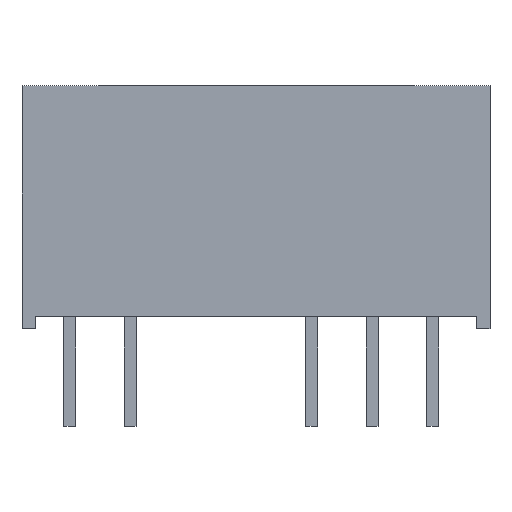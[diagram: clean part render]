
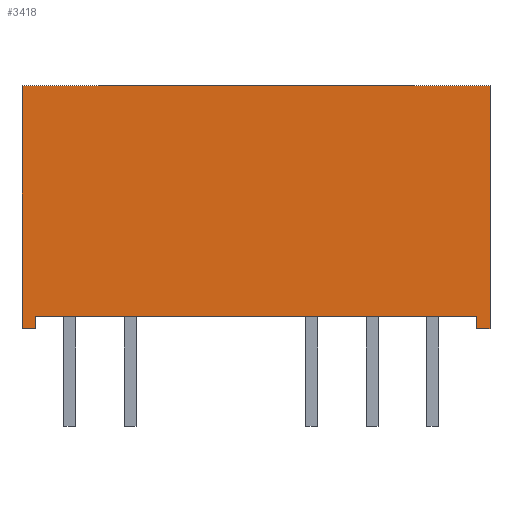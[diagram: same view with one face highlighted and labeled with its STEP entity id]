
A CAD part, top view. The second image highlights one B-rep face of the part: STEP entity #3418.
In plain terms, the highlighted planar face has unit normal (0, 0, 1).
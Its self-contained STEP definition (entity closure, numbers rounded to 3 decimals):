
#2878 = VERTEX_POINT('',#2879);
#2879 = CARTESIAN_POINT('',(-9.825,9.7,3.525));
#2885 = EDGE_CURVE('',#2886,#2878,#2888,.T.);
#2886 = VERTEX_POINT('',#2887);
#2887 = CARTESIAN_POINT('',(9.825,9.7,3.525));
#2888 = LINE('',#2889,#2890);
#2889 = CARTESIAN_POINT('',(9.825,9.7,3.525));
#2890 = VECTOR('',#2891,1.);
#2891 = DIRECTION('',(-1.,0.,0.));
#3236 = VERTEX_POINT('',#3237);
#3237 = CARTESIAN_POINT('',(-9.275,0.,3.525));
#3243 = EDGE_CURVE('',#3244,#3236,#3246,.T.);
#3244 = VERTEX_POINT('',#3245);
#3245 = CARTESIAN_POINT('',(-9.275,-0.5,3.525));
#3246 = LINE('',#3247,#3248);
#3247 = CARTESIAN_POINT('',(-9.275,-0.5,3.525));
#3248 = VECTOR('',#3249,1.);
#3249 = DIRECTION('',(0.,1.,0.));
#3267 = EDGE_CURVE('',#3268,#3244,#3270,.T.);
#3268 = VERTEX_POINT('',#3269);
#3269 = CARTESIAN_POINT('',(-9.825,-0.5,3.525));
#3270 = LINE('',#3271,#3272);
#3271 = CARTESIAN_POINT('',(-9.825,-0.5,3.525));
#3272 = VECTOR('',#3273,1.);
#3273 = DIRECTION('',(1.,0.,0.));
#3291 = EDGE_CURVE('',#2878,#3268,#3292,.T.);
#3292 = LINE('',#3293,#3294);
#3293 = CARTESIAN_POINT('',(-9.825,9.7,3.525));
#3294 = VECTOR('',#3295,1.);
#3295 = DIRECTION('',(0.,-1.,0.));
#3330 = EDGE_CURVE('',#3331,#2886,#3333,.T.);
#3331 = VERTEX_POINT('',#3332);
#3332 = CARTESIAN_POINT('',(9.825,-0.5,3.525));
#3333 = LINE('',#3334,#3335);
#3334 = CARTESIAN_POINT('',(9.825,-0.5,3.525));
#3335 = VECTOR('',#3336,1.);
#3336 = DIRECTION('',(0.,1.,0.));
#3354 = EDGE_CURVE('',#3355,#3331,#3357,.T.);
#3355 = VERTEX_POINT('',#3356);
#3356 = CARTESIAN_POINT('',(9.275,-0.5,3.525));
#3357 = LINE('',#3358,#3359);
#3358 = CARTESIAN_POINT('',(9.275,-0.5,3.525));
#3359 = VECTOR('',#3360,1.);
#3360 = DIRECTION('',(1.,0.,0.));
#3378 = EDGE_CURVE('',#3379,#3355,#3381,.T.);
#3379 = VERTEX_POINT('',#3380);
#3380 = CARTESIAN_POINT('',(9.275,0.,3.525));
#3381 = LINE('',#3382,#3383);
#3382 = CARTESIAN_POINT('',(9.275,0.,3.525));
#3383 = VECTOR('',#3384,1.);
#3384 = DIRECTION('',(0.,-1.,0.));
#3407 = EDGE_CURVE('',#3236,#3379,#3408,.T.);
#3408 = LINE('',#3409,#3410);
#3409 = CARTESIAN_POINT('',(-9.275,0.,3.525));
#3410 = VECTOR('',#3411,1.);
#3411 = DIRECTION('',(1.,0.,0.));
#3418 = ADVANCED_FACE('',(#3419),#3429,.T.);
#3419 = FACE_BOUND('',#3420,.T.);
#3420 = EDGE_LOOP('',(#3421,#3422,#3423,#3424,#3425,#3426,#3427,#3428));
#3421 = ORIENTED_EDGE('',*,*,#3407,.T.);
#3422 = ORIENTED_EDGE('',*,*,#3378,.T.);
#3423 = ORIENTED_EDGE('',*,*,#3354,.T.);
#3424 = ORIENTED_EDGE('',*,*,#3330,.T.);
#3425 = ORIENTED_EDGE('',*,*,#2885,.T.);
#3426 = ORIENTED_EDGE('',*,*,#3291,.T.);
#3427 = ORIENTED_EDGE('',*,*,#3267,.T.);
#3428 = ORIENTED_EDGE('',*,*,#3243,.T.);
#3429 = PLANE('',#3430);
#3430 = AXIS2_PLACEMENT_3D('',#3431,#3432,#3433);
#3431 = CARTESIAN_POINT('',(0.,4.673,3.525));
#3432 = DIRECTION('',(0.,0.,1.));
#3433 = DIRECTION('',(1.,0.,-0.));
